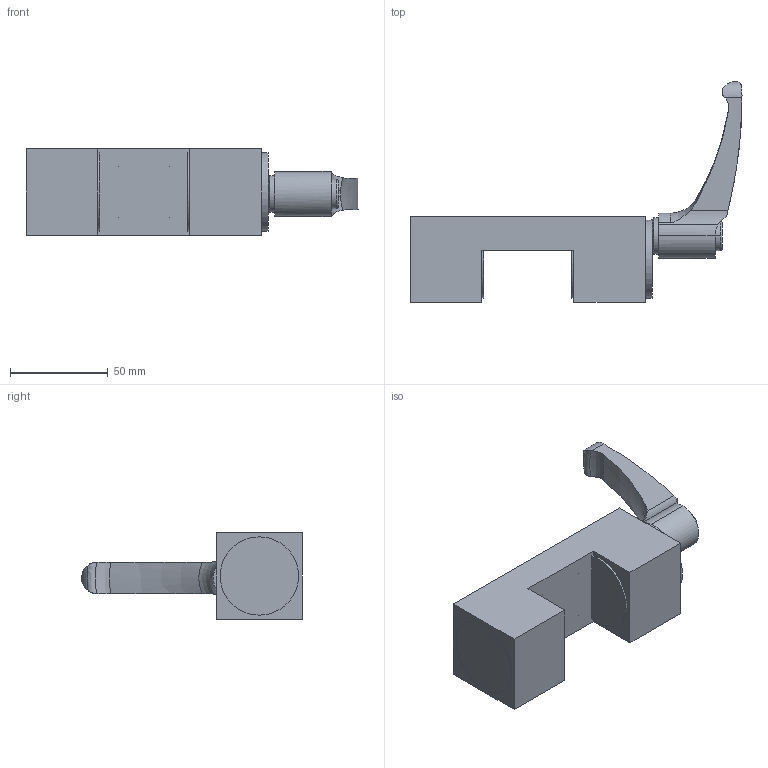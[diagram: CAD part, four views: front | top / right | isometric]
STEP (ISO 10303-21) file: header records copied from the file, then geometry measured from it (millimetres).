
FILE_DESCRIPTION(/* description */ ('Alibre Inc.'),/* implementation_level */ '2;1');
FILE_NAME(/* name */ 'export-FF004BEC-DBDD-48B6-87BD-F98F0E460709',/* time_stamp */ '2023-01-19T14:38:44+01:00',/* author */ (''),/* organization */ (''),/* preprocessor_version */ 'ST-DEVELOPER v17',/* originating_system */ 'Alibre',/* authorisation */ '');
FILE_SCHEMA (('AUTOMOTIVE_DESIGN'));
Length unit declared in the file: millimetre
Products named in the file (3): ELESA-Klemmhebel GN 604-78-M8-SG; ghkHK4501A166045; HK4501A
Bounding box: 169.42 x 112.7 x 44 mm (x, y, z)
Volume: 205828.2 mm3; surface area: 34151.7 mm2
Topology: 2 solids, 2 shells, 68 faces, 184 edges, 125 vertices
Faces by surface type: plane 28, cylinder 21, torus 10, cone 9
Full cylindrical faces by diameter (mm): 6.647 x1, 8.376 x4, 18.5 x1, 40 x2
Entity records: 2194 total; most frequent: CARTESIAN_POINT 515, ORIENTED_EDGE 360, DIRECTION 289, EDGE_CURVE 180, VERTEX_POINT 125, AXIS2_PLACEMENT_3D 123, VECTOR 81, LINE 81
